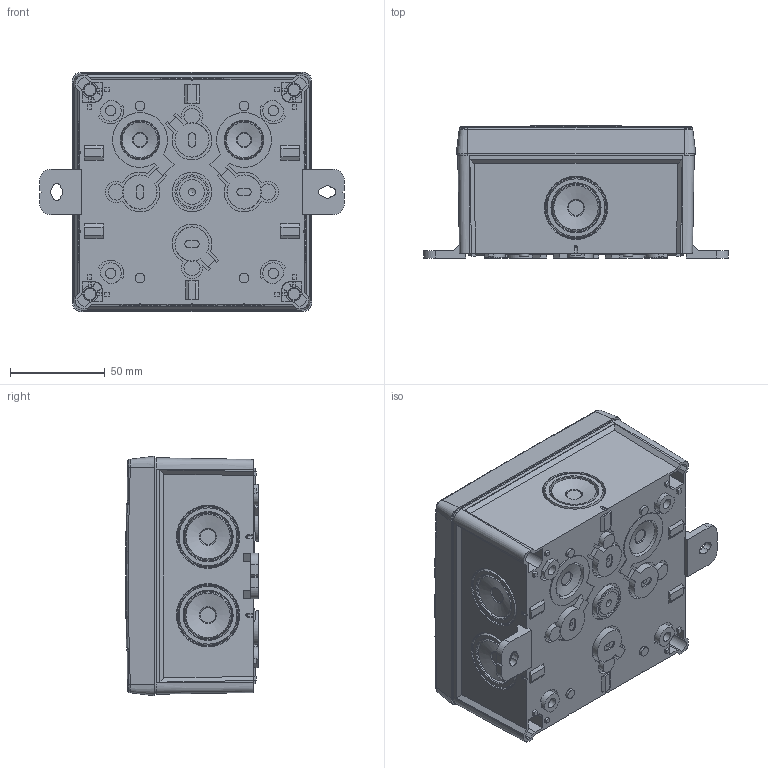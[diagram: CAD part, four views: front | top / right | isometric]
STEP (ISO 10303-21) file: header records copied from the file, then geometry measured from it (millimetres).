
FILE_DESCRIPTION(/* description */ ('STEP AP214'),/* implementation_level */ '2;1');
FILE_NAME(/* name */ '80640101',/* time_stamp */ '2024-12-06T15:52:16+01:00',/* author */ ('License CC BY-ND 4.0'),/* organization */ ('CADENAS'),/* preprocessor_version */ 'ST-DEVELOPER v19.3',/* originating_system */ 'PARTsolutions',/* authorisation */ ' ');
FILE_SCHEMA (('AUTOMOTIVE_DESIGN {1 0 10303 214 3 1 1}'));
Products named in the file (4): 80640101; 80640101_PART1; 80640101_PART2; 80640101_PART3
Assembly tree (6 placements, depth 2):
  80640101
    80640101_PART1  x4
    80640101_PART2
    80640101_PART3
Bounding box: 161 x 70 x 126.6 mm (x, y, z)
Volume: 192731.5 mm3; surface area: 179532.5 mm2
Topology: 6 solids, 6 shells, 2397 faces, 6135 edges, 3928 vertices
Faces by surface type: plane 1126, cylinder 527, bspline 291, cone 260, torus 152, sphere 41
Full cylindrical faces by diameter (mm): 2 x4, 2.25 x4, 3 x4, 3.2 x4, 3.6 x4, 4 x4, 4.2 x4, 5 x4, 5.4 x4, 7.5 x4, 8.5 x1, 10.1 x2, 13 x1, 16 x1, 18 x1, 20.5 x2, 21 x1
Entity records: 84879 total; most frequent: CARTESIAN_POINT 33796, ORIENTED_EDGE 10804, DIRECTION 10081, EDGE_CURVE 5402, AXIS2_PLACEMENT_3D 3744, VERTEX_POINT 3524, LINE 2593, VECTOR 2593
